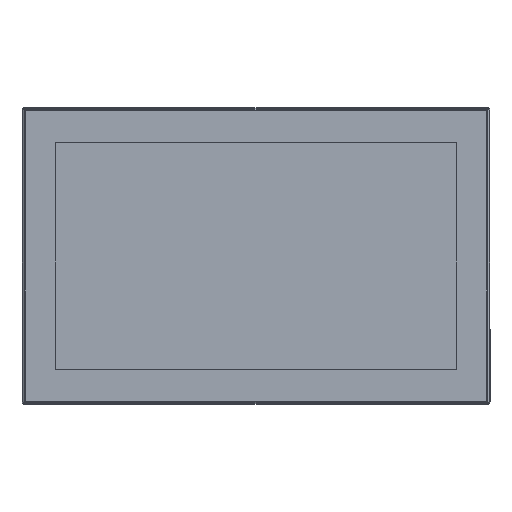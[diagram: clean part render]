
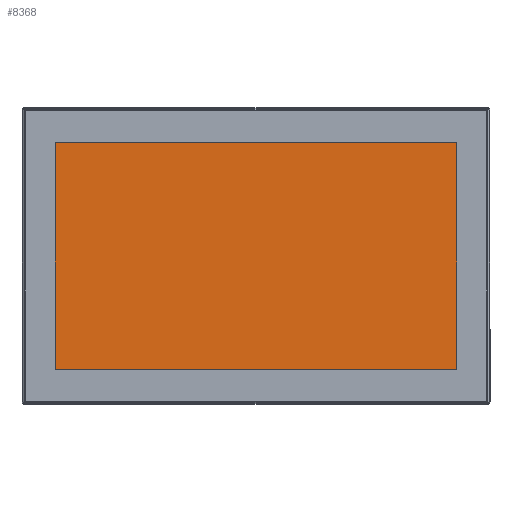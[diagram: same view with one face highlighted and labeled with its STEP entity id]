
A CAD part, top view. The second image highlights one B-rep face of the part: STEP entity #8368.
In plain terms, the highlighted planar face has unit normal (0, 0, 1).
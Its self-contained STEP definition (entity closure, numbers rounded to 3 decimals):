
#8368 = ADVANCED_FACE ( 'NONE', ( #144427 ), #117104, .T. ) ;
#10340 = LINE ( 'NONE', #94626, #141434 ) ;
#13027 = DIRECTION ( 'NONE',  ( 1., 0., 0. ) ) ;
#27511 = VECTOR ( 'NONE', #65556, 1000. ) ;
#28634 = ORIENTED_EDGE ( 'NONE', *, *, #64049, .T. ) ;
#35060 = VECTOR ( 'NONE', #144676, 1000. ) ;
#55111 = VERTEX_POINT ( 'NONE', #152779 ) ;
#61767 = CARTESIAN_POINT ( 'NONE',  ( 73.13, 168.542, 275.414 ) ) ;
#62268 = LINE ( 'NONE', #117726, #27511 ) ;
#64049 = EDGE_CURVE ( 'NONE', #167283, #96317, #62268, .T. ) ;
#65556 = DIRECTION ( 'NONE',  ( -1., 0., 0. ) ) ;
#68867 = DIRECTION ( 'NONE',  ( 0., -1., 0. ) ) ;
#85555 = EDGE_CURVE ( 'NONE', #55111, #167283, #139614, .T. ) ;
#90264 = VERTEX_POINT ( 'NONE', #61767 ) ;
#91285 = DIRECTION ( 'NONE',  ( 0., 0., 1. ) ) ;
#94626 = CARTESIAN_POINT ( 'NONE',  ( 73.13, 400.942, 275.414 ) ) ;
#96317 = VERTEX_POINT ( 'NONE', #166364 ) ;
#105094 = LINE ( 'NONE', #131347, #135946 ) ;
#117104 = PLANE ( 'NONE',  #127958 ) ;
#117726 = CARTESIAN_POINT ( 'NONE',  ( 73.13, 400.942, 275.414 ) ) ;
#118823 = CARTESIAN_POINT ( 'NONE',  ( 484.93, 400.942, 275.414 ) ) ;
#125033 = EDGE_CURVE ( 'NONE', #90264, #55111, #105094, .T. ) ;
#126092 = ORIENTED_EDGE ( 'NONE', *, *, #150342, .T. ) ;
#126429 = ORIENTED_EDGE ( 'NONE', *, *, #85555, .T. ) ;
#127958 = AXIS2_PLACEMENT_3D ( 'NONE', #169773, #91285, #13027 ) ;
#128132 = ORIENTED_EDGE ( 'NONE', *, *, #125033, .T. ) ;
#130019 = CARTESIAN_POINT ( 'NONE',  ( 484.93, 400.942, 275.414 ) ) ;
#131347 = CARTESIAN_POINT ( 'NONE',  ( 73.13, 168.542, 275.414 ) ) ;
#135946 = VECTOR ( 'NONE', #144516, 1000. ) ;
#139614 = LINE ( 'NONE', #118823, #35060 ) ;
#141434 = VECTOR ( 'NONE', #68867, 1000. ) ;
#144427 = FACE_OUTER_BOUND ( 'NONE', #169291, .T. ) ;
#144516 = DIRECTION ( 'NONE',  ( 1., 0., 0. ) ) ;
#144676 = DIRECTION ( 'NONE',  ( 0., 1., 0. ) ) ;
#150342 = EDGE_CURVE ( 'NONE', #96317, #90264, #10340, .T. ) ;
#152779 = CARTESIAN_POINT ( 'NONE',  ( 484.93, 168.542, 275.414 ) ) ;
#166364 = CARTESIAN_POINT ( 'NONE',  ( 73.13, 400.942, 275.414 ) ) ;
#167283 = VERTEX_POINT ( 'NONE', #130019 ) ;
#169291 = EDGE_LOOP ( 'NONE', ( #126092, #128132, #126429, #28634 ) ) ;
#169773 = CARTESIAN_POINT ( 'NONE',  ( 279.03, 284.742, 275.414 ) ) ;
